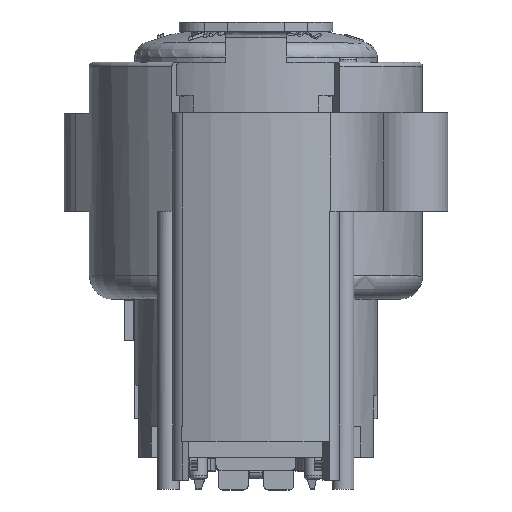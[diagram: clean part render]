
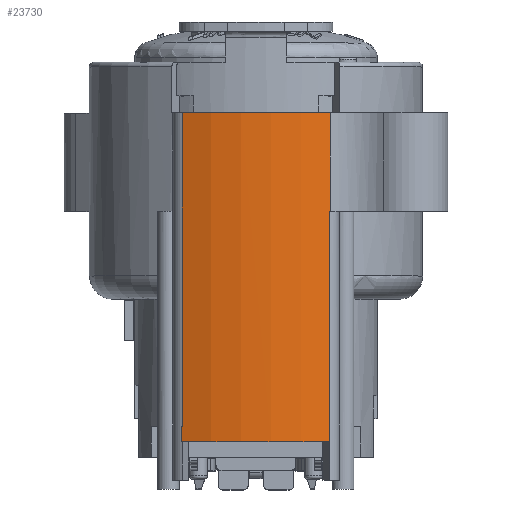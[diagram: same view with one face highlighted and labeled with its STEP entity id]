
A CAD part, top view. The second image highlights one B-rep face of the part: STEP entity #23730.
In plain terms, the highlighted cylindrical face has radius 12.497 mm (diameter 24.993 mm), a partial arc.
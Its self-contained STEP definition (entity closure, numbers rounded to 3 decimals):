
#5792=CARTESIAN_POINT('',(0.002,-9.3,-0.003));
#5793=DIRECTION('',(0.,-1.,0.));
#5794=DIRECTION('',(0.384,0.,0.923));
#5795=AXIS2_PLACEMENT_3D('',#5792,#5793,#5794);
#5885=DIRECTION('',(0.,-1.,0.));
#5886=VECTOR('',#5885,1.);
#5887=CARTESIAN_POINT('',(-4.811,-8.3,11.53));
#5888=LINE('',#5887,#5886);
#5906=DIRECTION('',(0.,-1.,0.));
#5907=VECTOR('',#5906,20.4);
#5908=CARTESIAN_POINT('',(-4.802,12.1,11.534));
#5909=LINE('',#5908,#5907);
#5910=CARTESIAN_POINT('',(-4.805,-8.3,11.532));
#5911=CARTESIAN_POINT('',(-4.807,-8.3,11.531));
#5912=CARTESIAN_POINT('',(-4.81,-8.3,11.53));
#5913=CARTESIAN_POINT('',(-4.811,-8.3,11.53));
#5914=CARTESIAN_POINT('',(-4.811,-8.3,11.53));
#5916=CARTESIAN_POINT('',(0.002,-9.3,-0.003));
#5917=DIRECTION('',(0.,1.,0.));
#5918=DIRECTION('',(-0.385,0.,0.923));
#5919=AXIS2_PLACEMENT_3D('',#5916,#5917,#5918);
#5921=DIRECTION('',(0.,1.,0.));
#5922=VECTOR('',#5921,6.4);
#5923=CARTESIAN_POINT('',(4.845,5.7,11.516));
#5924=LINE('',#5923,#5922);
#5925=CARTESIAN_POINT('',(0.002,5.7,-0.003));
#5926=DIRECTION('',(0.,-1.,0.));
#5927=DIRECTION('',(0.388,0.,0.922));
#5928=AXIS2_PLACEMENT_3D('',#5925,#5926,#5927);
#5930=DIRECTION('',(0.,1.,0.));
#5931=VECTOR('',#5930,14.);
#5932=CARTESIAN_POINT('',(4.804,-8.3,11.534));
#5933=LINE('',#5932,#5931);
#5934=CARTESIAN_POINT('',(4.813,-8.3,11.53));
#5935=CARTESIAN_POINT('',(4.813,-8.633,11.53));
#5936=CARTESIAN_POINT('',(4.812,-8.967,11.531));
#5937=CARTESIAN_POINT('',(4.812,-9.3,11.531));
#5939=CARTESIAN_POINT('',(0.002,-9.3,-0.003));
#5940=DIRECTION('',(0.,1.,0.));
#5941=DIRECTION('',(0.384,0.,0.923));
#5942=AXIS2_PLACEMENT_3D('',#5939,#5940,#5941);
#6041=CARTESIAN_POINT('',(0.002,12.1,-0.003));
#6042=DIRECTION('',(0.,1.,0.));
#6043=DIRECTION('',(-0.384,0.,0.923));
#6044=AXIS2_PLACEMENT_3D('',#6041,#6042,#6043);
#6406=CARTESIAN_POINT('',(4.419,-8.3,10.611));
#6407=DIRECTION('',(0.,-1.,0.));
#6408=DIRECTION('',(0.392,0.,0.92));
#6409=AXIS2_PLACEMENT_3D('',#6406,#6407,#6408);
#12061=CARTESIAN_POINT('',(4.845,12.1,11.517));
#12062=VERTEX_POINT('',#12061);
#12064=CARTESIAN_POINT('',(-4.802,12.1,11.534));
#12066=VERTEX_POINT('',#12064);
#12158=CARTESIAN_POINT('',(4.845,5.7,11.517));
#12159=CARTESIAN_POINT('',(4.804,5.7,11.534));
#12160=VERTEX_POINT('',#12158);
#12161=VERTEX_POINT('',#12159);
#12295=VERTEX_POINT('',#5910);
#12296=VERTEX_POINT('',#5914);
#12309=CARTESIAN_POINT('',(4.811,-8.3,11.531));
#12310=CARTESIAN_POINT('',(4.804,-8.3,11.534));
#12311=VERTEX_POINT('',#12309);
#12312=VERTEX_POINT('',#12310);
#12521=CARTESIAN_POINT('',(-4.811,-9.3,11.53));
#12522=CARTESIAN_POINT('',(-4.803,-9.3,11.533));
#12523=VERTEX_POINT('',#12521);
#12524=VERTEX_POINT('',#12522);
#12525=CARTESIAN_POINT('',(4.804,-9.3,11.534));
#12526=CARTESIAN_POINT('',(4.812,-9.3,11.531));
#12527=VERTEX_POINT('',#12525);
#12528=VERTEX_POINT('',#12526);
#23704=CARTESIAN_POINT('',(0.002,5.7,-0.003));
#23705=DIRECTION('',(0.,1.,0.));
#23706=DIRECTION('',(-1.,0.,0.));
#23707=AXIS2_PLACEMENT_3D('',#23704,#23705,#23706);
#23708=CYLINDRICAL_SURFACE('',#23707,12.497);
#23709=ORIENTED_EDGE('',*,*,#23678,.F.);
#23710=ORIENTED_EDGE('',*,*,#23676,.F.);
#23711=ORIENTED_EDGE('',*,*,#23692,.F.);
#23712=ORIENTED_EDGE('',*,*,#23690,.F.);
#23714=ORIENTED_EDGE('',*,*,#23713,.T.);
#23716=ORIENTED_EDGE('',*,*,#23715,.F.);
#23718=ORIENTED_EDGE('',*,*,#23717,.T.);
#23720=ORIENTED_EDGE('',*,*,#23719,.F.);
#23722=ORIENTED_EDGE('',*,*,#23721,.F.);
#23724=ORIENTED_EDGE('',*,*,#23723,.T.);
#23726=ORIENTED_EDGE('',*,*,#23725,.F.);
#23727=ORIENTED_EDGE('',*,*,#23539,.T.);
#23728=EDGE_LOOP('',(#23709,#23710,#23711,#23712,#23714,#23716,#23718,#23720,
#23722,#23724,#23726,#23727));
#23729=FACE_OUTER_BOUND('',#23728,.F.);
#23730=ADVANCED_FACE('',(#23729),#23708,.T.);
#5796=CIRCLE('',#5795,12.497);
#5915=B_SPLINE_CURVE_WITH_KNOTS('',3,(#5910,#5911,#5912,#5913,#5914),
.UNSPECIFIED.,.F.,.F.,(4,1,4),(0.,0.5,1.),.UNSPECIFIED.);
#5920=CIRCLE('',#5919,12.497);
#5929=CIRCLE('',#5928,12.497);
#5938=B_SPLINE_CURVE_WITH_KNOTS('',3,(#5934,#5935,#5936,#5937),.UNSPECIFIED.,
.F.,.F.,(4,4),(0.,1.),.UNSPECIFIED.);
#5943=CIRCLE('',#5942,12.497);
#6045=CIRCLE('',#6044,12.497);
#6410=CIRCLE('',#6409,1.);
#23539=EDGE_CURVE('',#12527,#12524,#5796,.T.);
#23676=EDGE_CURVE('',#12296,#12523,#5888,.T.);
#23678=EDGE_CURVE('',#12523,#12524,#5920,.T.);
#23690=EDGE_CURVE('',#12066,#12295,#5909,.T.);
#23692=EDGE_CURVE('',#12295,#12296,#5915,.T.);
#23713=EDGE_CURVE('',#12066,#12062,#6045,.T.);
#23715=EDGE_CURVE('',#12160,#12062,#5924,.T.);
#23717=EDGE_CURVE('',#12160,#12161,#5929,.T.);
#23719=EDGE_CURVE('',#12312,#12161,#5933,.T.);
#23721=EDGE_CURVE('',#12311,#12312,#6410,.T.);
#23723=EDGE_CURVE('',#12311,#12528,#5938,.T.);
#23725=EDGE_CURVE('',#12527,#12528,#5943,.T.);
